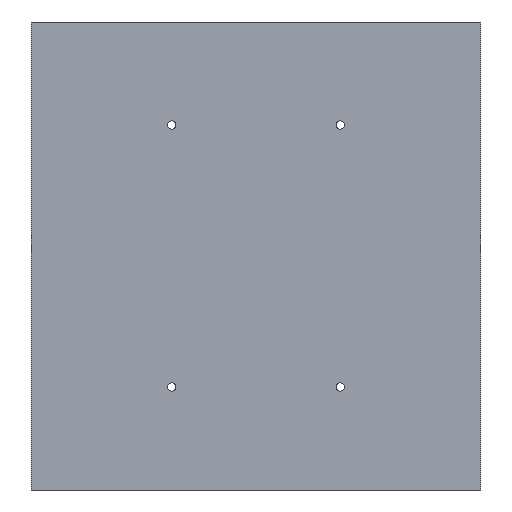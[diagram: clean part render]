
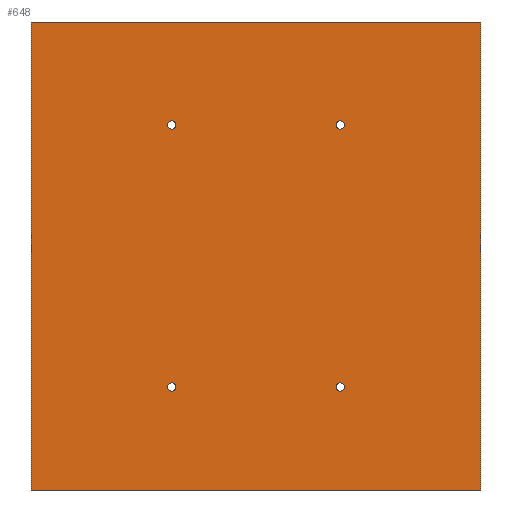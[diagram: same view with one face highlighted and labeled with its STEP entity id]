
A CAD part, left-side view. The second image highlights one B-rep face of the part: STEP entity #648.
In plain terms, the highlighted planar face has unit normal (-1, 0, 0).
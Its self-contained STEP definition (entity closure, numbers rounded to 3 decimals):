
#18 = ORIENTED_EDGE ( 'NONE', *, *, #945, .F. ) ;
#26 = AXIS2_PLACEMENT_3D ( 'NONE', #460, #632, #863 ) ;
#46 = DIRECTION ( 'NONE',  ( 0., 0., 1. ) ) ;
#57 = EDGE_LOOP ( 'NONE', ( #288, #975 ) ) ;
#67 = FACE_BOUND ( 'NONE', #601, .T. ) ;
#70 = CIRCLE ( 'NONE', #316, 2.25 ) ;
#117 = VERTEX_POINT ( 'NONE', #493 ) ;
#125 = DIRECTION ( 'NONE',  ( -1., 0., 0. ) ) ;
#153 = CARTESIAN_POINT ( 'NONE',  ( 0., 0., 125. ) ) ;
#156 = DIRECTION ( 'NONE',  ( -1., 0., 0. ) ) ;
#170 = VERTEX_POINT ( 'NONE', #664 ) ;
#195 = CARTESIAN_POINT ( 'NONE',  ( 0., 0., -125. ) ) ;
#196 = VERTEX_POINT ( 'NONE', #671 ) ;
#201 = CARTESIAN_POINT ( 'NONE',  ( 0., 0., -125. ) ) ;
#209 = EDGE_CURVE ( 'NONE', #117, #430, #1043, .T. ) ;
#228 = LINE ( 'NONE', #850, #339 ) ;
#236 = EDGE_CURVE ( 'NONE', #117, #501, #228, .T. ) ;
#238 = DIRECTION ( 'NONE',  ( 0., -1., 0. ) ) ;
#240 = CARTESIAN_POINT ( 'NONE',  ( 0., 165., -70. ) ) ;
#251 = DIRECTION ( 'NONE',  ( -1., 0., 0. ) ) ;
#259 = EDGE_LOOP ( 'NONE', ( #714, #1037, #860, #514 ) ) ;
#282 = CIRCLE ( 'NONE', #358, 2.25 ) ;
#288 = ORIENTED_EDGE ( 'NONE', *, *, #510, .F. ) ;
#289 = DIRECTION ( 'NONE',  ( -1., 0., 0. ) ) ;
#295 = VECTOR ( 'NONE', #238, 1000. ) ;
#301 = AXIS2_PLACEMENT_3D ( 'NONE', #551, #874, #717 ) ;
#316 = AXIS2_PLACEMENT_3D ( 'NONE', #454, #289, #868 ) ;
#317 = VECTOR ( 'NONE', #997, 1000. ) ;
#330 = DIRECTION ( 'NONE',  ( 0., 0., 1. ) ) ;
#334 = EDGE_CURVE ( 'NONE', #471, #196, #626, .T. ) ;
#339 = VECTOR ( 'NONE', #610, 1000. ) ;
#342 = DIRECTION ( 'NONE',  ( 0., 0., 1. ) ) ;
#350 = CIRCLE ( 'NONE', #301, 2.25 ) ;
#358 = AXIS2_PLACEMENT_3D ( 'NONE', #240, #156, #330 ) ;
#363 = CIRCLE ( 'NONE', #656, 2.25 ) ;
#381 = VERTEX_POINT ( 'NONE', #201 ) ;
#382 = DIRECTION ( 'NONE',  ( 0., -1., 0. ) ) ;
#387 = EDGE_CURVE ( 'NONE', #1056, #1088, #833, .T. ) ;
#392 = PLANE ( 'NONE',  #706 ) ;
#399 = CARTESIAN_POINT ( 'NONE',  ( 0., 75., 70. ) ) ;
#406 = DIRECTION ( 'NONE',  ( 1., 0., 0. ) ) ;
#414 = EDGE_LOOP ( 'NONE', ( #935, #18 ) ) ;
#430 = VERTEX_POINT ( 'NONE', #862 ) ;
#432 = ORIENTED_EDGE ( 'NONE', *, *, #524, .F. ) ;
#451 = EDGE_CURVE ( 'NONE', #196, #471, #70, .T. ) ;
#454 = CARTESIAN_POINT ( 'NONE',  ( 0., 165., 70. ) ) ;
#460 = CARTESIAN_POINT ( 'NONE',  ( 0., 165., 70. ) ) ;
#468 = VECTOR ( 'NONE', #382, 1000. ) ;
#471 = VERTEX_POINT ( 'NONE', #882 ) ;
#473 = EDGE_CURVE ( 'NONE', #501, #381, #910, .T. ) ;
#476 = CARTESIAN_POINT ( 'NONE',  ( 0., 0., 125. ) ) ;
#493 = CARTESIAN_POINT ( 'NONE',  ( 0., 240., 125. ) ) ;
#501 = VERTEX_POINT ( 'NONE', #555 ) ;
#510 = EDGE_CURVE ( 'NONE', #1006, #170, #667, .T. ) ;
#511 = CARTESIAN_POINT ( 'NONE',  ( 0., 75., -67.75 ) ) ;
#514 = ORIENTED_EDGE ( 'NONE', *, *, #236, .T. ) ;
#524 = EDGE_CURVE ( 'NONE', #1088, #1056, #350, .T. ) ;
#551 = CARTESIAN_POINT ( 'NONE',  ( 0., 75., -70. ) ) ;
#555 = CARTESIAN_POINT ( 'NONE',  ( 0., 240., -125. ) ) ;
#558 = CARTESIAN_POINT ( 'NONE',  ( 0., 75., 70. ) ) ;
#569 = ORIENTED_EDGE ( 'NONE', *, *, #451, .F. ) ;
#580 = FACE_BOUND ( 'NONE', #57, .T. ) ;
#601 = EDGE_LOOP ( 'NONE', ( #569, #849 ) ) ;
#610 = DIRECTION ( 'NONE',  ( 0., 0., -1. ) ) ;
#622 = EDGE_CURVE ( 'NONE', #807, #941, #363, .T. ) ;
#626 = CIRCLE ( 'NONE', #26, 2.25 ) ;
#628 = CARTESIAN_POINT ( 'NONE',  ( 0., 165., -72.25 ) ) ;
#632 = DIRECTION ( 'NONE',  ( -1., 0., 0. ) ) ;
#634 = EDGE_LOOP ( 'NONE', ( #432, #948 ) ) ;
#648 = ADVANCED_FACE ( 'NONE', ( #67, #1031, #775, #580, #867 ), #392, .F. ) ;
#649 = DIRECTION ( 'NONE',  ( -1., 0., 0. ) ) ;
#656 = AXIS2_PLACEMENT_3D ( 'NONE', #1073, #649, #1065 ) ;
#664 = CARTESIAN_POINT ( 'NONE',  ( 0., 75., 67.75 ) ) ;
#667 = CIRCLE ( 'NONE', #675, 2.25 ) ;
#671 = CARTESIAN_POINT ( 'NONE',  ( 0., 165., 72.25 ) ) ;
#675 = AXIS2_PLACEMENT_3D ( 'NONE', #558, #125, #46 ) ;
#689 = CARTESIAN_POINT ( 'NONE',  ( 0., 75., -70. ) ) ;
#706 = AXIS2_PLACEMENT_3D ( 'NONE', #476, #406, #986 ) ;
#714 = ORIENTED_EDGE ( 'NONE', *, *, #473, .T. ) ;
#717 = DIRECTION ( 'NONE',  ( 0., 0., 1. ) ) ;
#737 = EDGE_CURVE ( 'NONE', #170, #1006, #1042, .T. ) ;
#741 = CARTESIAN_POINT ( 'NONE',  ( 0., 75., 72.25 ) ) ;
#757 = AXIS2_PLACEMENT_3D ( 'NONE', #689, #772, #769 ) ;
#769 = DIRECTION ( 'NONE',  ( 0., 0., 1. ) ) ;
#772 = DIRECTION ( 'NONE',  ( -1., 0., 0. ) ) ;
#775 = FACE_BOUND ( 'NONE', #634, .T. ) ;
#807 = VERTEX_POINT ( 'NONE', #928 ) ;
#833 = CIRCLE ( 'NONE', #757, 2.25 ) ;
#849 = ORIENTED_EDGE ( 'NONE', *, *, #334, .F. ) ;
#850 = CARTESIAN_POINT ( 'NONE',  ( 0., 240., 125. ) ) ;
#860 = ORIENTED_EDGE ( 'NONE', *, *, #209, .F. ) ;
#862 = CARTESIAN_POINT ( 'NONE',  ( 0., 0., 125. ) ) ;
#863 = DIRECTION ( 'NONE',  ( 0., 0., 1. ) ) ;
#867 = FACE_OUTER_BOUND ( 'NONE', #259, .T. ) ;
#868 = DIRECTION ( 'NONE',  ( 0., 0., 1. ) ) ;
#874 = DIRECTION ( 'NONE',  ( -1., 0., 0. ) ) ;
#882 = CARTESIAN_POINT ( 'NONE',  ( 0., 165., 67.75 ) ) ;
#903 = CARTESIAN_POINT ( 'NONE',  ( 0., 0., 125. ) ) ;
#910 = LINE ( 'NONE', #195, #468 ) ;
#928 = CARTESIAN_POINT ( 'NONE',  ( 0., 165., -67.75 ) ) ;
#935 = ORIENTED_EDGE ( 'NONE', *, *, #622, .F. ) ;
#941 = VERTEX_POINT ( 'NONE', #628 ) ;
#945 = EDGE_CURVE ( 'NONE', #941, #807, #282, .T. ) ;
#948 = ORIENTED_EDGE ( 'NONE', *, *, #387, .F. ) ;
#968 = LINE ( 'NONE', #903, #317 ) ;
#975 = ORIENTED_EDGE ( 'NONE', *, *, #737, .F. ) ;
#986 = DIRECTION ( 'NONE',  ( 0., 0., -1. ) ) ;
#992 = CARTESIAN_POINT ( 'NONE',  ( 0., 75., -72.25 ) ) ;
#997 = DIRECTION ( 'NONE',  ( 0., 0., -1. ) ) ;
#1006 = VERTEX_POINT ( 'NONE', #741 ) ;
#1007 = AXIS2_PLACEMENT_3D ( 'NONE', #399, #251, #342 ) ;
#1031 = FACE_BOUND ( 'NONE', #414, .T. ) ;
#1037 = ORIENTED_EDGE ( 'NONE', *, *, #1041, .F. ) ;
#1041 = EDGE_CURVE ( 'NONE', #430, #381, #968, .T. ) ;
#1042 = CIRCLE ( 'NONE', #1007, 2.25 ) ;
#1043 = LINE ( 'NONE', #153, #295 ) ;
#1056 = VERTEX_POINT ( 'NONE', #992 ) ;
#1065 = DIRECTION ( 'NONE',  ( 0., 0., 1. ) ) ;
#1073 = CARTESIAN_POINT ( 'NONE',  ( 0., 165., -70. ) ) ;
#1088 = VERTEX_POINT ( 'NONE', #511 ) ;
